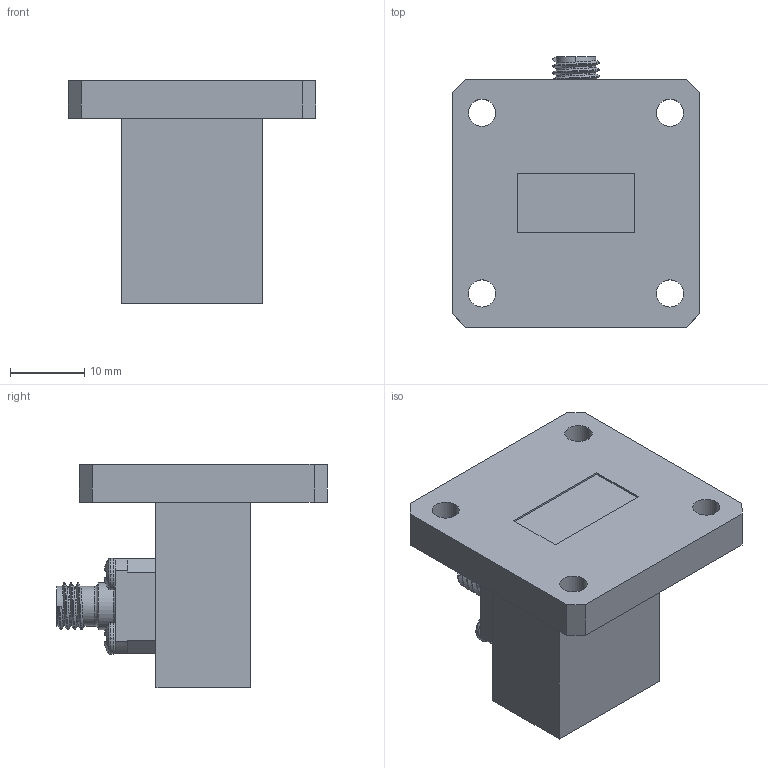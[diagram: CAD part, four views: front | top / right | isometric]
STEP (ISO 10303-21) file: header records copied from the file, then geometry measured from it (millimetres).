
FILE_DESCRIPTION (( 'STEP AP203' ), '1' );
FILE_NAME ('WC-6R-SX1, Female.STEP', '2025-02-06T22:53:48', ( '' ), ( '' ), 'SwSTEP 2.0', 'SolidWorks 2021', '' );
FILE_SCHEMA (( 'CONFIG_CONTROL_DESIGN' ));
Length unit declared in the file: inch
Products named in the file (1): WC-6R-SX1, Female
Bounding box: 33.32 x 36.35 x 29.97 mm (x, y, z)
Volume: 12493.4 mm3; surface area: 5151.4 mm2
Topology: 1 solids, 1 shells, 237 faces, 674 edges, 444 vertices
Faces by surface type: plane 105, cylinder 81, torus 20, cone 20, sphere 8, bspline 3
Entity records: 8566 total; most frequent: CARTESIAN_POINT 2463, ORIENTED_EDGE 1348, DIRECTION 1222, EDGE_CURVE 674, AXIS2_PLACEMENT_3D 470, VERTEX_POINT 444, VECTOR 282, LINE 282
